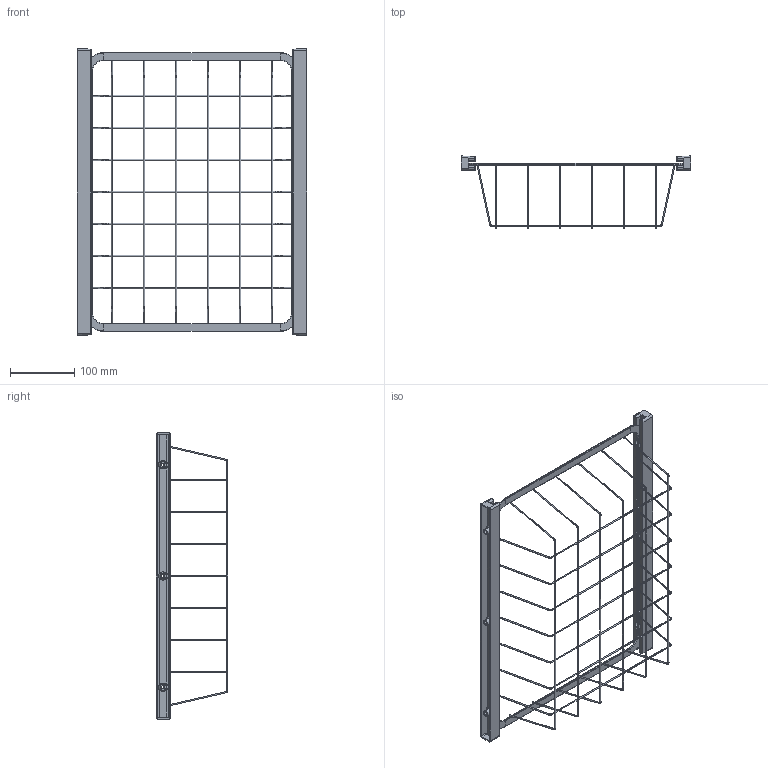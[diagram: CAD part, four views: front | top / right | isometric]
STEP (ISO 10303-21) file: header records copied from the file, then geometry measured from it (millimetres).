
FILE_DESCRIPTION (( 'STEP AP203' ), '1' );
FILE_NAME ('LM277+LM215.STEP', '2023-03-06T13:41:59', ( '' ), ( '' ), 'SwSTEP 2.0', 'SolidWorks 2021', '' );
FILE_SCHEMA (( 'CONFIG_CONTROL_DESIGN' ));
Length unit declared in the file: millimetre
Products named in the file (3): LM277+LM215; 11291; 10125_Default<As Machined>
Assembly tree (3 placements, depth 2):
  LM277+LM215
    10125_Default<As Machined>
    11291  x2
Bounding box: 358 x 111.8 x 447 mm (x, y, z)
Volume: 219769.2 mm3; surface area: 234467.3 mm2
Topology: 16 solids, 16 shells, 520 faces, 1238 edges, 720 vertices
Faces by surface type: cylinder 238, plane 130, torus 80, cone 24, bspline 24, sphere 24
Entity records: 10925 total; most frequent: CARTESIAN_POINT 2176, DIRECTION 1974, ORIENTED_EDGE 1680, EDGE_CURVE 840, AXIS2_PLACEMENT_3D 834, VERTEX_POINT 496, CIRCLE 470, EDGE_LOOP 374
